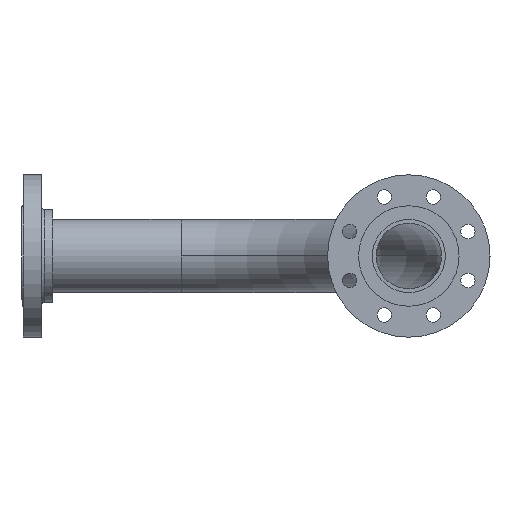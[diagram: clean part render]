
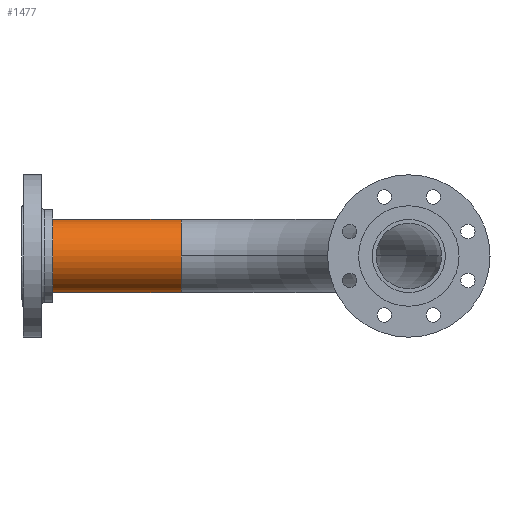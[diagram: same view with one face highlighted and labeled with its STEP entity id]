
A CAD part, left-side view. The second image highlights one B-rep face of the part: STEP entity #1477.
In plain terms, the highlighted cylindrical face has radius 57.15 mm (diameter 114.3 mm), a partial arc.
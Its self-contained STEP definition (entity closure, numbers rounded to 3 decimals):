
#35 = DIRECTION ( 'NONE',  ( 0., 1., 0. ) ) ;
#47 = CARTESIAN_POINT ( 'NONE',  ( -5072., -356., 57.15 ) ) ;
#50 = DIRECTION ( 'NONE',  ( 0., -1., 0. ) ) ;
#102 = ORIENTED_EDGE ( 'NONE', *, *, #368, .F. ) ;
#103 = EDGE_CURVE ( 'NONE', #735, #1179, #1362, .T. ) ;
#167 = VERTEX_POINT ( 'NONE', #1473 ) ;
#285 = DIRECTION ( 'NONE',  ( 0., 1., 0. ) ) ;
#286 = EDGE_CURVE ( 'NONE', #297, #1190, #1248, .T. ) ;
#294 = VECTOR ( 'NONE', #871, 1000. ) ;
#297 = VERTEX_POINT ( 'NONE', #542 ) ;
#368 = EDGE_CURVE ( 'NONE', #1190, #1179, #960, .T. ) ;
#391 = CIRCLE ( 'NONE', #1463, 57.15 ) ;
#406 = CARTESIAN_POINT ( 'NONE',  ( -5072., -356., 0. ) ) ;
#490 = CARTESIAN_POINT ( 'NONE',  ( -5072., -1100., -57.15 ) ) ;
#499 = EDGE_LOOP ( 'NONE', ( #1383, #1691, #769, #864, #102 ) ) ;
#505 = EDGE_CURVE ( 'NONE', #297, #167, #1672, .T. ) ;
#542 = CARTESIAN_POINT ( 'NONE',  ( -5072., -600., -57.15 ) ) ;
#594 = AXIS2_PLACEMENT_3D ( 'NONE', #406, #1005, #1101 ) ;
#610 = AXIS2_PLACEMENT_3D ( 'NONE', #700, #35, #1624 ) ;
#619 = VECTOR ( 'NONE', #285, 1000. ) ;
#700 = CARTESIAN_POINT ( 'NONE',  ( -5072., -1100., 0. ) ) ;
#718 = DIRECTION ( 'NONE',  ( 1., 0., 0. ) ) ;
#731 = CARTESIAN_POINT ( 'NONE',  ( -5014.85, -356., 0. ) ) ;
#735 = VERTEX_POINT ( 'NONE', #731 ) ;
#769 = ORIENTED_EDGE ( 'NONE', *, *, #1710, .T. ) ;
#796 = CARTESIAN_POINT ( 'NONE',  ( -5072., -600., 0. ) ) ;
#864 = ORIENTED_EDGE ( 'NONE', *, *, #103, .T. ) ;
#871 = DIRECTION ( 'NONE',  ( 0., 1., 0. ) ) ;
#960 = LINE ( 'NONE', #1519, #619 ) ;
#1005 = DIRECTION ( 'NONE',  ( 0., -1., 0. ) ) ;
#1055 = DIRECTION ( 'NONE',  ( 1., 0., 0. ) ) ;
#1101 = DIRECTION ( 'NONE',  ( 1., 0., 0. ) ) ;
#1179 = VERTEX_POINT ( 'NONE', #47 ) ;
#1190 = VERTEX_POINT ( 'NONE', #1664 ) ;
#1240 = FACE_OUTER_BOUND ( 'NONE', #499, .T. ) ;
#1248 = CIRCLE ( 'NONE', #1612, 57.15 ) ;
#1255 = CARTESIAN_POINT ( 'NONE',  ( -5072., -356., 0. ) ) ;
#1338 = DIRECTION ( 'NONE',  ( 0., -1., 0. ) ) ;
#1362 = CIRCLE ( 'NONE', #594, 57.15 ) ;
#1363 = CYLINDRICAL_SURFACE ( 'NONE', #610, 57.15 ) ;
#1383 = ORIENTED_EDGE ( 'NONE', *, *, #286, .F. ) ;
#1463 = AXIS2_PLACEMENT_3D ( 'NONE', #1255, #50, #718 ) ;
#1473 = CARTESIAN_POINT ( 'NONE',  ( -5072., -356., -57.15 ) ) ;
#1477 = ADVANCED_FACE ( 'NONE', ( #1240 ), #1363, .T. ) ;
#1519 = CARTESIAN_POINT ( 'NONE',  ( -5072., -1100., 57.15 ) ) ;
#1612 = AXIS2_PLACEMENT_3D ( 'NONE', #796, #1338, #1055 ) ;
#1624 = DIRECTION ( 'NONE',  ( 0., 0., 1. ) ) ;
#1664 = CARTESIAN_POINT ( 'NONE',  ( -5072., -600., 57.15 ) ) ;
#1672 = LINE ( 'NONE', #490, #294 ) ;
#1691 = ORIENTED_EDGE ( 'NONE', *, *, #505, .T. ) ;
#1710 = EDGE_CURVE ( 'NONE', #167, #735, #391, .T. ) ;
